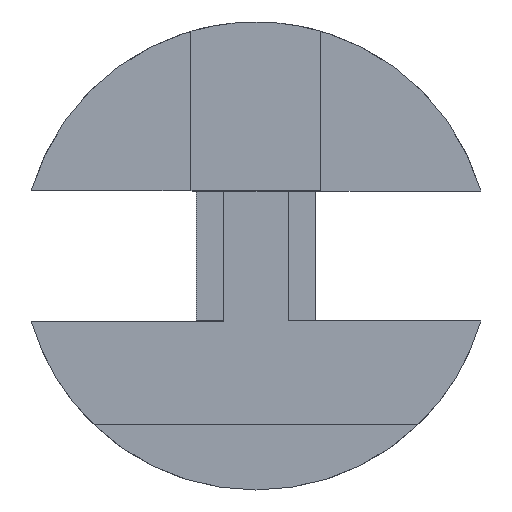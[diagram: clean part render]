
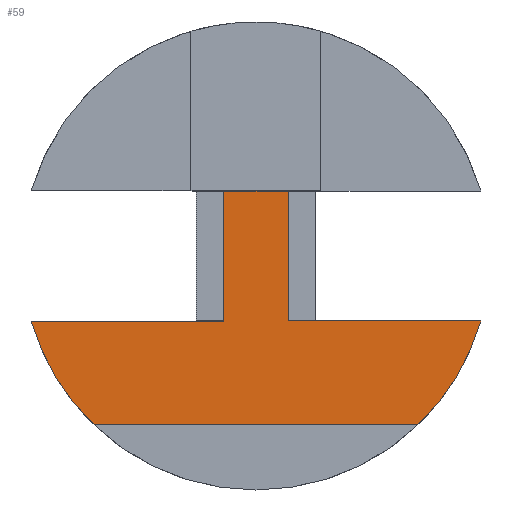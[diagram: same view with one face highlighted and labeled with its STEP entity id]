
A CAD part, front view. The second image highlights one B-rep face of the part: STEP entity #59.
In plain terms, the highlighted planar face has unit normal (0, -1, 0).
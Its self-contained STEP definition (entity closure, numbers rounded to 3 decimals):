
#59=ADVANCED_FACE('NONE',(#130),#131,.T.);
#130=FACE_OUTER_BOUND('',#210,.T.);
#131=PLANE('',#211);
#210=EDGE_LOOP('',(#317,#318,#319,#320,#321,#322,#323,#324));
#211=AXIS2_PLACEMENT_3D('',#325,#326,#327);
#317=ORIENTED_EDGE('',*,*,#496,.T.);
#318=ORIENTED_EDGE('',*,*,#525,.T.);
#319=ORIENTED_EDGE('',*,*,#526,.T.);
#320=ORIENTED_EDGE('',*,*,#527,.T.);
#321=ORIENTED_EDGE('',*,*,#528,.T.);
#322=ORIENTED_EDGE('',*,*,#529,.T.);
#323=ORIENTED_EDGE('',*,*,#503,.T.);
#324=ORIENTED_EDGE('',*,*,#530,.T.);
#325=CARTESIAN_POINT('',(0.0,-8.5,0.5));
#326=DIRECTION('',(0.0,-1.0,0.0));
#327=DIRECTION('',(0.0,0.0,-1.0));
#496=EDGE_CURVE('NONE',#588,#586,#589,.T.);
#503=EDGE_CURVE('NONE',#601,#599,#602,.T.);
#525=EDGE_CURVE('NONE',#586,#638,#639,.T.);
#526=EDGE_CURVE('NONE',#638,#640,#641,.T.);
#527=EDGE_CURVE('NONE',#640,#642,#643,.T.);
#528=EDGE_CURVE('NONE',#642,#644,#645,.T.);
#529=EDGE_CURVE('NONE',#644,#601,#646,.T.);
#530=EDGE_CURVE('NONE',#599,#588,#647,.T.);
#586=VERTEX_POINT('NONE',#718);
#588=VERTEX_POINT('NONE',#721);
#589=LINE('',#722,#723);
#599=VERTEX_POINT('NONE',#736);
#601=VERTEX_POINT('NONE',#739);
#602=CIRCLE('',#740,1.8);
#638=VERTEX_POINT('NONE',#787);
#639=LINE('',#788,#789);
#640=VERTEX_POINT('NONE',#790);
#641=LINE('',#791,#792);
#642=VERTEX_POINT('NONE',#793);
#643=LINE('',#794,#795);
#644=VERTEX_POINT('NONE',#796);
#645=CIRCLE('',#797,1.8);
#646=LINE('',#798,#799);
#647=LINE('',#800,#801);
#718=CARTESIAN_POINT('',(0.25,-8.5,0.5));
#721=CARTESIAN_POINT('',(0.25,-8.5,-0.5));
#722=CARTESIAN_POINT('',(0.25,-8.5,0.641));
#723=VECTOR('',#896,1000.0);
#736=CARTESIAN_POINT('',(1.729,-8.5,-0.5));
#739=CARTESIAN_POINT('',(1.245,-8.5,-1.3));
#740=AXIS2_PLACEMENT_3D('',#904,#905,#906);
#787=CARTESIAN_POINT('',(-0.25,-8.5,0.5));
#788=CARTESIAN_POINT('',(0.87,-8.5,0.5));
#789=VECTOR('',#936,1000.0);
#790=CARTESIAN_POINT('',(-0.25,-8.5,-0.5));
#791=CARTESIAN_POINT('',(-0.25,-8.5,-0.4));
#792=VECTOR('',#937,1000.0);
#793=CARTESIAN_POINT('',(-1.729,-8.5,-0.5));
#794=CARTESIAN_POINT('',(-0.87,-8.5,-0.5));
#795=VECTOR('',#938,1000.0);
#796=CARTESIAN_POINT('',(-1.245,-8.5,-1.3));
#797=AXIS2_PLACEMENT_3D('',#939,#940,#941);
#798=CARTESIAN_POINT('',(0.622,-8.5,-1.3));
#799=VECTOR('',#942,1000.0);
#800=CARTESIAN_POINT('',(0.87,-8.5,-0.5));
#801=VECTOR('',#943,1000.0);
#896=DIRECTION('',(0.0,0.0,1.0));
#904=CARTESIAN_POINT('',(0.0,-8.5,0.0));
#905=DIRECTION('',(0.0,-1.0,0.0));
#906=DIRECTION('',(0.,0.0,1.0));
#936=DIRECTION('',(-1.0,-0.0,-0.0));
#937=DIRECTION('',(0.0,0.0,-1.0));
#938=DIRECTION('',(-1.0,-0.0,-0.0));
#939=CARTESIAN_POINT('',(0.0,-8.5,0.0));
#940=DIRECTION('',(0.0,-1.0,0.0));
#941=DIRECTION('',(0.0,0.0,1.0));
#942=DIRECTION('',(1.0,-0.0,-0.0));
#943=DIRECTION('',(-1.0,-0.0,-0.0));
